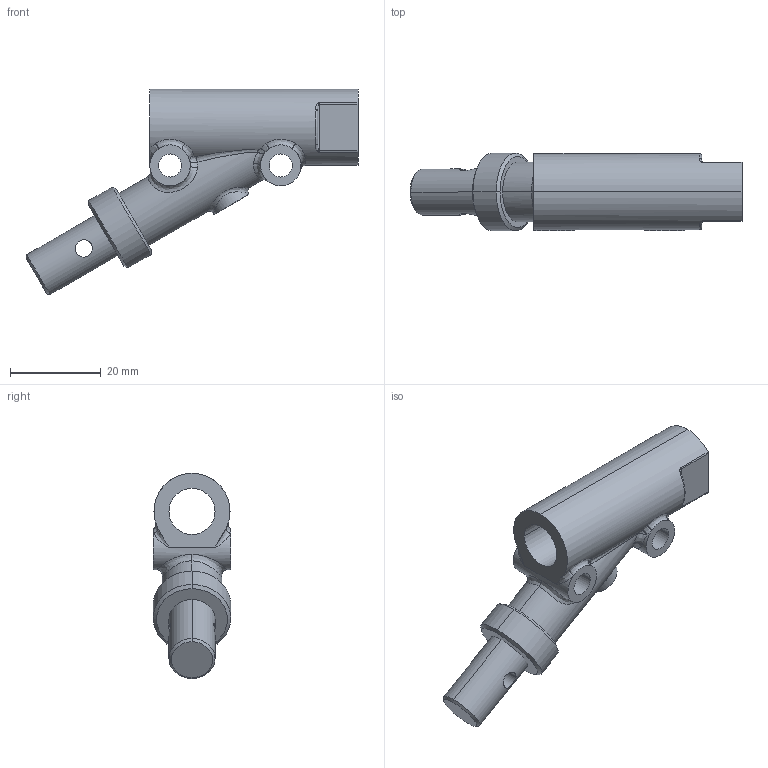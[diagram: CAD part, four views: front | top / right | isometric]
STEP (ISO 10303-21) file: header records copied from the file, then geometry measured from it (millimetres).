
FILE_DESCRIPTION((''),'2;1');
FILE_NAME('ILCP7002000','2006-11-21T',('KR'),(''),'PRO/ENGINEER BY PARAMETRIC TECHNOLOGY CORPORATION, 2005180','PRO/ENGINEER BY PARAMETRIC TECHNOLOGY CORPORATION, 2005180','');
FILE_SCHEMA(('AUTOMOTIVE_DESIGN_CC2 { 1 2 10303 214 -1 1 5 2 }'));
Length unit declared in the file: inch
Products named in the file (1): ILCP7002000
Bounding box: 73.15 x 17.14 x 45.21 mm (x, y, z)
Volume: 13169.5 mm3; surface area: 7007.5 mm2
Topology: 1 solids, 1 shells, 82 faces, 197 edges, 119 vertices
Faces by surface type: bspline 34, cylinder 26, plane 14, cone 6, torus 2
Entity records: 4704 total; most frequent: CARTESIAN_POINT 2941, ORIENTED_EDGE 394, DIRECTION 262, EDGE_CURVE 197, VERTEX_POINT 119, AXIS2_PLACEMENT_3D 111, COLOUR_RGB 105, B_SPLINE_CURVE_WITH_KNOTS 94
